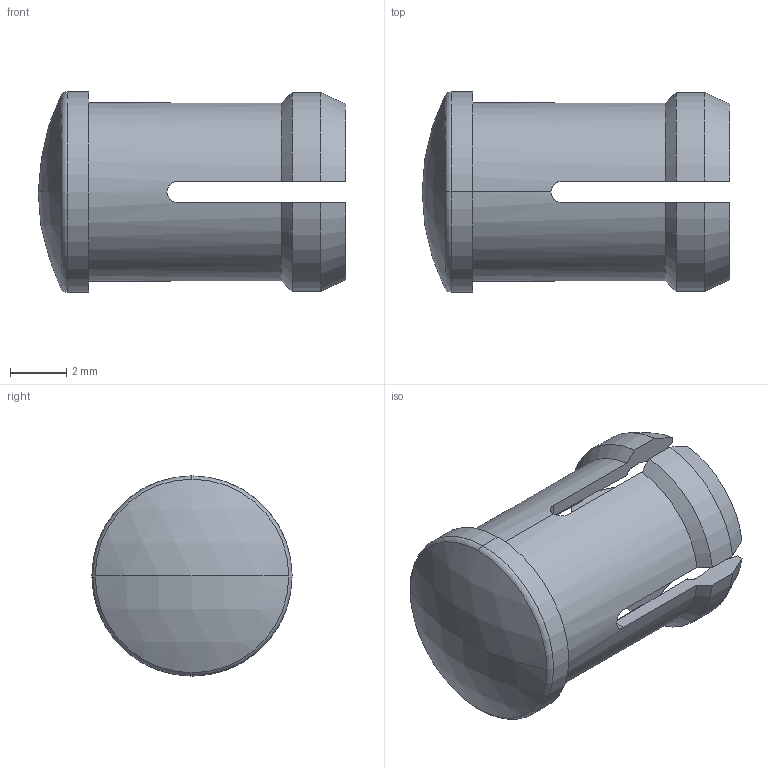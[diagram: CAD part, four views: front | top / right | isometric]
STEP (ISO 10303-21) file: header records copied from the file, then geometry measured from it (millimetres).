
FILE_DESCRIPTION (( 'STEP AP203' ), '1' );
FILE_NAME ('CLB 300 CTP.STEP', '2011-05-02T14:25:23', ( ' ' ), ( ' ' ), 'SwSTEP 2.0', 'SolidWorks 2010', '' );
FILE_SCHEMA (( 'CONFIG_CONTROL_DESIGN' ));
Length unit declared in the file: inch
Products named in the file (1): CLB 300 CTP
Bounding box: 10.92 x 7.11 x 7.11 mm (x, y, z)
Volume: 109.3 mm3; surface area: 459 mm2
Topology: 1 solids, 1 shells, 77 faces, 202 edges, 126 vertices
Faces by surface type: cone 40, cylinder 16, plane 13, torus 6, sphere 2
Entity records: 2649 total; most frequent: CARTESIAN_POINT 772, ORIENTED_EDGE 400, DIRECTION 354, EDGE_CURVE 200, AXIS2_PLACEMENT_3D 150, VERTEX_POINT 126, EDGE_LOOP 78, FACE_OUTER_BOUND 77
